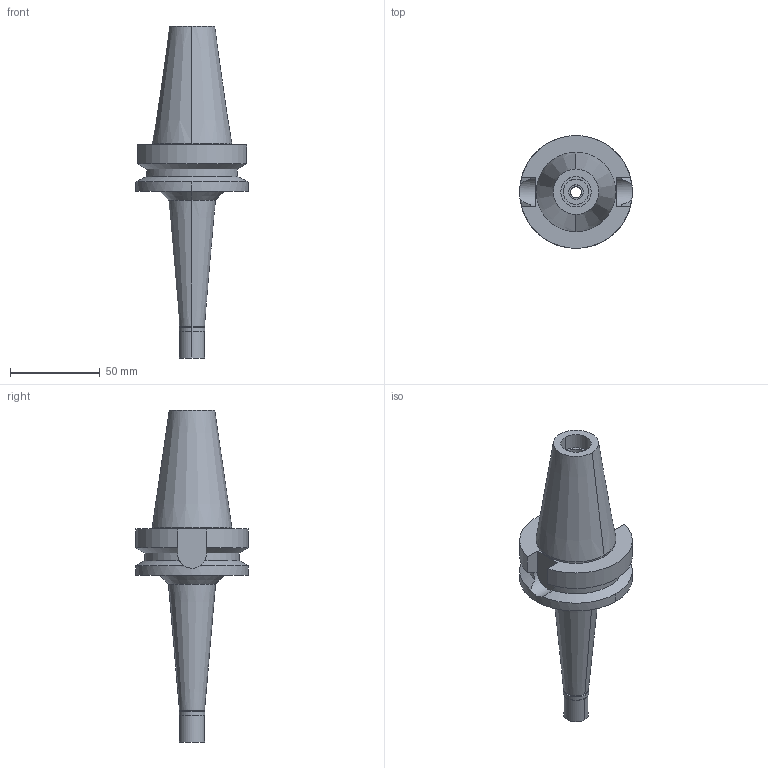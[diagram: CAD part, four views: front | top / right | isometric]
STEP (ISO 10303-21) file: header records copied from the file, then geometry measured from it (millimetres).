
FILE_DESCRIPTION (( 'STEP AP203' ), '1' );
FILE_NAME ('BBT40-MEGA6S-120T.stp', '2019-06-26T15:28:36', ( '' ), ( '' ), 'SwSTEP 2.0', 'SolidWorks 2019', '' );
FILE_SCHEMA (( 'CONFIG_CONTROL_DESIGN' ));
Length unit declared in the file: millimetre
Products named in the file (7): BBT40-MEGA6S-120T-060-FreeParts; BBT40-MEGA6S-120T_1.stp; DXF_TEMP_ASSY_ASM_4_ASM.stp; BBT40-MEGA6S-120T; BBT40-MEGA6S-120T-060.stp; BBT40MS06120T-060_ASM.stp; MGN6S_1.stp
Assembly tree (5 placements, depth 5):
  BBT40-MEGA6S-120T-060-FreeParts
  BBT40-MEGA6S-120T
    BBT40-MEGA6S-120T-060.stp
      BBT40MS06120T-060_ASM.stp
        DXF_TEMP_ASSY_ASM_4_ASM.stp
          BBT40-MEGA6S-120T_1.stp
          MGN6S_1.stp
Bounding box: 63 x 63 x 185.4 mm (x, y, z)
Volume: 146746.3 mm3; surface area: 31262.2 mm2
Topology: 2 solids, 2 shells, 74 faces, 165 edges, 107 vertices
Faces by surface type: cylinder 38, plane 22, cone 14
Entity records: 2948 total; most frequent: CARTESIAN_POINT 526, DIRECTION 406, ORIENTED_EDGE 330, AXIS2_PLACEMENT_3D 171, EDGE_CURVE 165, VERTEX_POINT 107, EDGE_LOOP 90, CIRCLE 86
